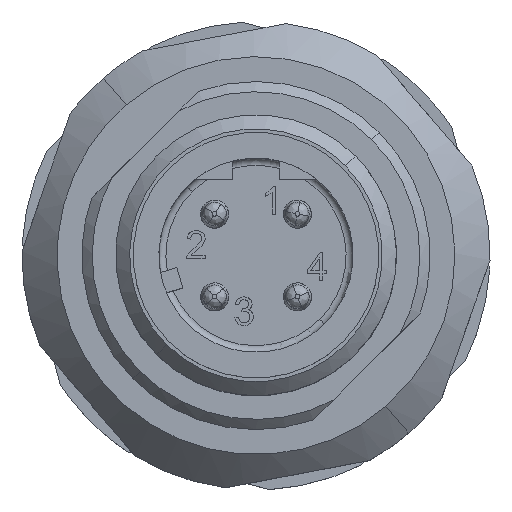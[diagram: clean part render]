
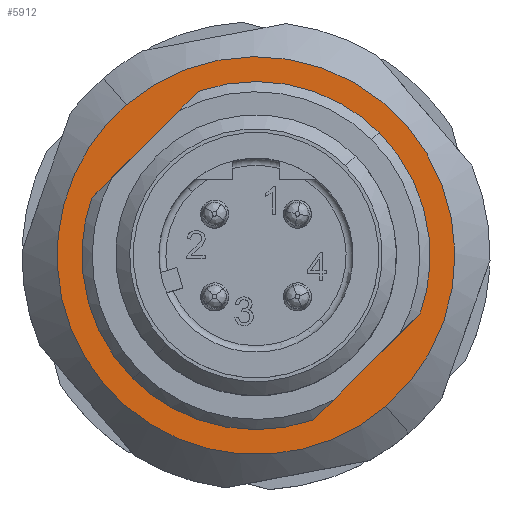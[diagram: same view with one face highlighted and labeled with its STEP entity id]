
A CAD part, top view. The second image highlights one B-rep face of the part: STEP entity #5912.
In plain terms, the highlighted planar face has unit normal (0, 0, 1).
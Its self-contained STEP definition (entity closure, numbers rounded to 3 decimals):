
#5729=AXIS2_PLACEMENT_3D('Circle Axis2P3D',#5727,#5728,$) ;
#5820=AXIS2_PLACEMENT_3D('Plane Axis2P3D',#5817,#5818,#5819) ;
#5686=CARTESIAN_POINT('Vertex',(4.456,16.427,19.312)) ;
#5693=CARTESIAN_POINT('Vertex',(15.545,3.542,19.312)) ;
#5697=CARTESIAN_POINT('Control Point',(15.545,3.542,19.312)) ;
#5698=CARTESIAN_POINT('Control Point',(14.533,2.671,19.312)) ;
#5699=CARTESIAN_POINT('Control Point',(13.35,1.999,19.312)) ;
#5700=CARTESIAN_POINT('Control Point',(12.048,1.57,19.312)) ;
#5701=CARTESIAN_POINT('Control Point',(9.346,1.247,19.312)) ;
#5702=CARTESIAN_POINT('Control Point',(6.723,1.969,19.312)) ;
#5703=CARTESIAN_POINT('Control Point',(5.499,2.587,19.312)) ;
#5704=CARTESIAN_POINT('Control Point',(3.359,4.269,19.312)) ;
#5705=CARTESIAN_POINT('Control Point',(2.015,6.635,19.312)) ;
#5706=CARTESIAN_POINT('Control Point',(1.586,7.937,19.312)) ;
#5707=CARTESIAN_POINT('Control Point',(1.263,10.639,19.312)) ;
#5708=CARTESIAN_POINT('Control Point',(1.985,13.262,19.312)) ;
#5709=CARTESIAN_POINT('Control Point',(2.603,14.486,19.312)) ;
#5710=CARTESIAN_POINT('Control Point',(3.444,15.556,19.312)) ;
#5711=CARTESIAN_POINT('Control Point',(4.456,16.427,19.312)) ;
#5727=CARTESIAN_POINT('Axis2P3D Location',(10.,9.984,19.312)) ;
#5817=CARTESIAN_POINT('Axis2P3D Location',(5.291,15.457,19.312)) ;
#5826=CARTESIAN_POINT('Line Origine',(14.738,5.247,19.312)) ;
#5830=CARTESIAN_POINT('Vertex',(17.022,7.53,19.312)) ;
#5832=CARTESIAN_POINT('Vertex',(12.454,2.963,19.312)) ;
#5836=CARTESIAN_POINT('Control Point',(12.454,2.963,19.312)) ;
#5837=CARTESIAN_POINT('Control Point',(11.698,2.699,19.312)) ;
#5838=CARTESIAN_POINT('Control Point',(10.906,2.536,19.312)) ;
#5839=CARTESIAN_POINT('Control Point',(10.095,2.482,19.312)) ;
#5840=CARTESIAN_POINT('Control Point',(8.482,2.593,19.312)) ;
#5841=CARTESIAN_POINT('Control Point',(6.955,3.127,19.312)) ;
#5842=CARTESIAN_POINT('Control Point',(6.232,3.497,19.312)) ;
#5843=CARTESIAN_POINT('Control Point',(5.514,3.996,19.312)) ;
#5844=CARTESIAN_POINT('Control Point',(4.881,4.588,19.312)) ;
#5845=CARTESIAN_POINT('Control Point',(4.834,4.633,19.312)) ;
#5846=CARTESIAN_POINT('Control Point',(4.787,4.679,19.312)) ;
#5847=CARTESIAN_POINT('Control Point',(4.741,4.725,19.312)) ;
#5848=CARTESIAN_POINT('Vertex',(4.741,4.725,19.312)) ;
#5852=CARTESIAN_POINT('Control Point',(4.741,4.725,19.312)) ;
#5853=CARTESIAN_POINT('Control Point',(4.174,5.292,19.312)) ;
#5854=CARTESIAN_POINT('Control Point',(3.684,5.935,19.312)) ;
#5855=CARTESIAN_POINT('Control Point',(3.283,6.641,19.312)) ;
#5856=CARTESIAN_POINT('Control Point',(2.683,8.143,19.312)) ;
#5857=CARTESIAN_POINT('Control Point',(2.501,9.75,19.312)) ;
#5858=CARTESIAN_POINT('Control Point',(2.52,10.562,19.312)) ;
#5859=CARTESIAN_POINT('Control Point',(2.658,11.426,19.312)) ;
#5860=CARTESIAN_POINT('Control Point',(2.917,12.253,19.312)) ;
#5861=CARTESIAN_POINT('Control Point',(2.937,12.315,19.312)) ;
#5862=CARTESIAN_POINT('Control Point',(2.958,12.377,19.312)) ;
#5863=CARTESIAN_POINT('Control Point',(2.979,12.438,19.312)) ;
#5864=CARTESIAN_POINT('Vertex',(2.979,12.438,19.312)) ;
#5867=CARTESIAN_POINT('Line Origine',(5.263,14.722,19.312)) ;
#5871=CARTESIAN_POINT('Vertex',(7.546,17.006,19.312)) ;
#5875=CARTESIAN_POINT('Control Point',(7.546,17.006,19.312)) ;
#5876=CARTESIAN_POINT('Control Point',(8.303,17.27,19.312)) ;
#5877=CARTESIAN_POINT('Control Point',(9.095,17.433,19.312)) ;
#5878=CARTESIAN_POINT('Control Point',(9.906,17.487,19.312)) ;
#5879=CARTESIAN_POINT('Control Point',(11.519,17.376,19.312)) ;
#5880=CARTESIAN_POINT('Control Point',(13.046,16.842,19.312)) ;
#5881=CARTESIAN_POINT('Control Point',(13.769,16.472,19.312)) ;
#5882=CARTESIAN_POINT('Control Point',(14.487,15.973,19.312)) ;
#5883=CARTESIAN_POINT('Control Point',(15.12,15.381,19.312)) ;
#5884=CARTESIAN_POINT('Control Point',(15.167,15.336,19.312)) ;
#5885=CARTESIAN_POINT('Control Point',(15.214,15.29,19.312)) ;
#5886=CARTESIAN_POINT('Control Point',(15.26,15.244,19.312)) ;
#5887=CARTESIAN_POINT('Vertex',(15.26,15.244,19.312)) ;
#5891=CARTESIAN_POINT('Control Point',(15.26,15.244,19.312)) ;
#5892=CARTESIAN_POINT('Control Point',(15.826,14.677,19.312)) ;
#5893=CARTESIAN_POINT('Control Point',(16.317,14.034,19.312)) ;
#5894=CARTESIAN_POINT('Control Point',(16.717,13.328,19.312)) ;
#5895=CARTESIAN_POINT('Control Point',(17.318,11.826,19.312)) ;
#5896=CARTESIAN_POINT('Control Point',(17.5,10.219,19.312)) ;
#5897=CARTESIAN_POINT('Control Point',(17.481,9.407,19.312)) ;
#5898=CARTESIAN_POINT('Control Point',(17.343,8.543,19.312)) ;
#5899=CARTESIAN_POINT('Control Point',(17.084,7.716,19.312)) ;
#5900=CARTESIAN_POINT('Control Point',(17.064,7.654,19.312)) ;
#5901=CARTESIAN_POINT('Control Point',(17.043,7.592,19.312)) ;
#5902=CARTESIAN_POINT('Control Point',(17.022,7.53,19.312)) ;
#5728=DIRECTION('Axis2P3D Direction',(0.,0.,-1.)) ;
#5818=DIRECTION('Axis2P3D Direction',(0.,0.,1.)) ;
#5819=DIRECTION('Axis2P3D XDirection',(0.758,0.652,0.)) ;
#5827=DIRECTION('Vector Direction',(-0.707,-0.707,0.)) ;
#5868=DIRECTION('Vector Direction',(0.707,0.707,0.)) ;
#5828=VECTOR('Line Direction',#5827,1.) ;
#5869=VECTOR('Line Direction',#5868,1.) ;
#5823=ORIENTED_EDGE('',*,*,#5731,.T.) ;
#5824=ORIENTED_EDGE('',*,*,#5712,.T.) ;
#5905=ORIENTED_EDGE('',*,*,#5834,.T.) ;
#5906=ORIENTED_EDGE('',*,*,#5850,.T.) ;
#5907=ORIENTED_EDGE('',*,*,#5866,.T.) ;
#5908=ORIENTED_EDGE('',*,*,#5873,.T.) ;
#5909=ORIENTED_EDGE('',*,*,#5889,.T.) ;
#5910=ORIENTED_EDGE('',*,*,#5903,.T.) ;
#5911=FACE_BOUND('',#5904,.T.) ;
#5912=ADVANCED_FACE('Brep With Voids',(#5825,#5911),#5821,.T.) ;
#5696=B_SPLINE_CURVE_WITH_KNOTS('',5,(#5697,#5698,#5699,#5700,#5701,#5702,#5703,#5704,#5705,#5706,#5707,#5708,#5709,#5710,#5711),.UNSPECIFIED.,.F.,.U.,(6,3,3,3,6),(-157.08,-78.54,0.,78.54,157.08),.UNSPECIFIED.) ;
#5835=B_SPLINE_CURVE_WITH_KNOTS('',5,(#5836,#5837,#5838,#5839,#5840,#5841,#5842,#5843,#5844,#5845,#5846,#5847),.UNSPECIFIED.,.F.,.U.,(6,3,3,6),(0.,5.684,11.368,11.831),.UNSPECIFIED.) ;
#5851=B_SPLINE_CURVE_WITH_KNOTS('',5,(#5852,#5853,#5854,#5855,#5856,#5857,#5858,#5859,#5860,#5861,#5862,#5863),.UNSPECIFIED.,.F.,.U.,(6,3,3,6),(0.,5.684,11.368,11.831),.UNSPECIFIED.) ;
#5874=B_SPLINE_CURVE_WITH_KNOTS('',5,(#5875,#5876,#5877,#5878,#5879,#5880,#5881,#5882,#5883,#5884,#5885,#5886),.UNSPECIFIED.,.F.,.U.,(6,3,3,6),(0.,5.684,11.368,11.831),.UNSPECIFIED.) ;
#5890=B_SPLINE_CURVE_WITH_KNOTS('',5,(#5891,#5892,#5893,#5894,#5895,#5896,#5897,#5898,#5899,#5900,#5901,#5902),.UNSPECIFIED.,.F.,.U.,(6,3,3,6),(0.,5.684,11.368,11.831),.UNSPECIFIED.) ;
#5730=CIRCLE('generated circle',#5729,8.5) ;
#5712=EDGE_CURVE('',#5687,#5694,#5696,.F.) ;
#5731=EDGE_CURVE('',#5694,#5687,#5730,.F.) ;
#5834=EDGE_CURVE('',#5831,#5833,#5829,.T.) ;
#5850=EDGE_CURVE('',#5833,#5849,#5835,.T.) ;
#5866=EDGE_CURVE('',#5849,#5865,#5851,.T.) ;
#5873=EDGE_CURVE('',#5865,#5872,#5870,.T.) ;
#5889=EDGE_CURVE('',#5872,#5888,#5874,.T.) ;
#5903=EDGE_CURVE('',#5888,#5831,#5890,.T.) ;
#5822=EDGE_LOOP('',(#5823,#5824)) ;
#5904=EDGE_LOOP('',(#5905,#5906,#5907,#5908,#5909,#5910)) ;
#5825=FACE_OUTER_BOUND('',#5822,.T.) ;
#5829=LINE('Line',#5826,#5828) ;
#5870=LINE('Line',#5867,#5869) ;
#5821=PLANE('',#5820) ;
#5687=VERTEX_POINT('',#5686) ;
#5694=VERTEX_POINT('',#5693) ;
#5831=VERTEX_POINT('',#5830) ;
#5833=VERTEX_POINT('',#5832) ;
#5849=VERTEX_POINT('',#5848) ;
#5865=VERTEX_POINT('',#5864) ;
#5872=VERTEX_POINT('',#5871) ;
#5888=VERTEX_POINT('',#5887) ;
